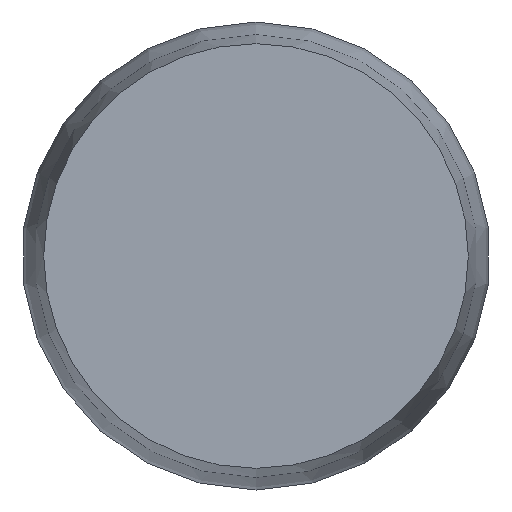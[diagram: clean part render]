
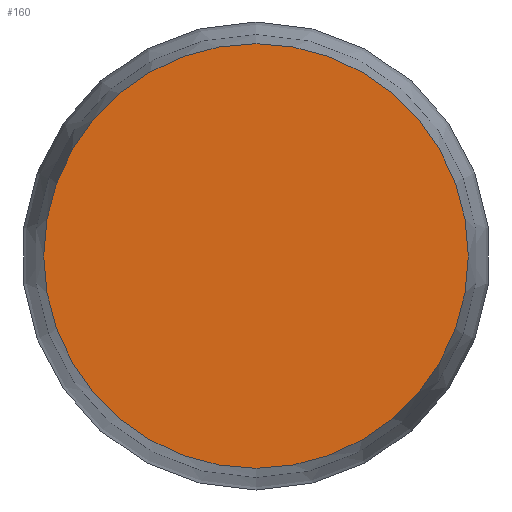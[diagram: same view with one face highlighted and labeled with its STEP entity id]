
A CAD part, left-side view. The second image highlights one B-rep face of the part: STEP entity #160.
In plain terms, the highlighted planar face has unit normal (-1, 0, 0).
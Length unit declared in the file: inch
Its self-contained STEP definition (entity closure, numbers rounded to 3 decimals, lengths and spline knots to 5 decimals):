
#26 = CARTESIAN_POINT ( 'NONE',  ( 0., 0.01595, 0. ) ) ;
#160 = ADVANCED_FACE ( 'NONE', ( #382 ), #1046, .F. ) ;
#210 = ORIENTED_EDGE ( 'NONE', *, *, #302, .T. ) ;
#239 = DIRECTION ( 'NONE',  ( 0., 0., 1. ) ) ;
#302 = EDGE_CURVE ( 'NONE', #1652, #1652, #598, .T. ) ;
#324 = EDGE_LOOP ( 'NONE', ( #210 ) ) ;
#382 = FACE_OUTER_BOUND ( 'NONE', #324, .T. ) ;
#598 = CIRCLE ( 'NONE', #668, 0.01875 ) ;
#668 = AXIS2_PLACEMENT_3D ( 'NONE', #1121, #1298, #239 ) ;
#907 = DIRECTION ( 'NONE',  ( 1., 0., 0. ) ) ;
#1046 = PLANE ( 'NONE',  #1534 ) ;
#1068 = DIRECTION ( 'NONE',  ( 0., 0., -1. ) ) ;
#1121 = CARTESIAN_POINT ( 'NONE',  ( 0., 0., 0. ) ) ;
#1132 = CARTESIAN_POINT ( 'NONE',  ( 0., 0., 0.01875 ) ) ;
#1298 = DIRECTION ( 'NONE',  ( -1., 0., 0. ) ) ;
#1534 = AXIS2_PLACEMENT_3D ( 'NONE', #26, #907, #1068 ) ;
#1652 = VERTEX_POINT ( 'NONE', #1132 ) ;
